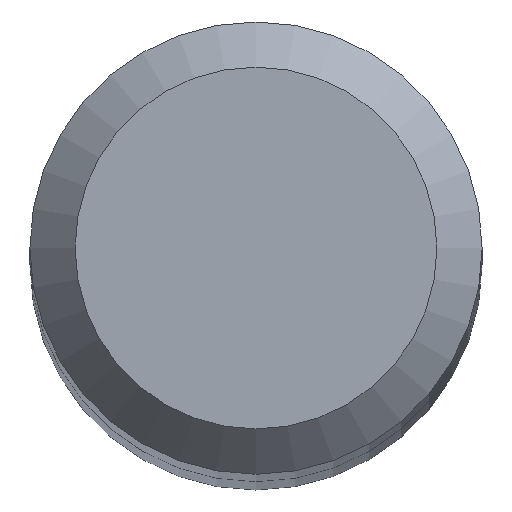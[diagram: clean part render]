
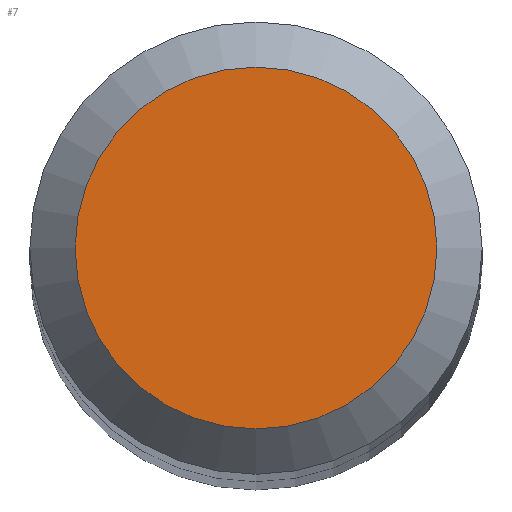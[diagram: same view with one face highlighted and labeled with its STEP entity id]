
A CAD part, top view. The second image highlights one B-rep face of the part: STEP entity #7.
In plain terms, the highlighted planar face has unit normal (0, 0, 1).
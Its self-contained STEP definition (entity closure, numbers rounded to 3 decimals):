
#7 = ADVANCED_FACE ( 'NONE', ( #113 ), #101, .F. ) ;
#29 = DIRECTION ( 'NONE',  ( 0., 1., 0. ) ) ;
#42 = CARTESIAN_POINT ( 'NONE',  ( 0., 0., 61. ) ) ;
#54 = CIRCLE ( 'NONE', #169, 1.2 ) ;
#62 = VERTEX_POINT ( 'NONE', #119 ) ;
#83 = CARTESIAN_POINT ( 'NONE',  ( 0., 0., 61. ) ) ;
#100 = ORIENTED_EDGE ( 'NONE', *, *, #106, .F. ) ;
#101 = PLANE ( 'NONE',  #148 ) ;
#105 = DIRECTION ( 'NONE',  ( 0., 0., -1. ) ) ;
#106 = EDGE_CURVE ( 'NONE', #62, #62, #54, .T. ) ;
#113 = FACE_OUTER_BOUND ( 'NONE', #129, .T. ) ;
#119 = CARTESIAN_POINT ( 'NONE',  ( 0., 1.2, 61. ) ) ;
#127 = DIRECTION ( 'NONE',  ( 0., 0., -1. ) ) ;
#129 = EDGE_LOOP ( 'NONE', ( #100 ) ) ;
#148 = AXIS2_PLACEMENT_3D ( 'NONE', #83, #127, #191 ) ;
#169 = AXIS2_PLACEMENT_3D ( 'NONE', #42, #105, #29 ) ;
#191 = DIRECTION ( 'NONE',  ( 0., 1., 0. ) ) ;
